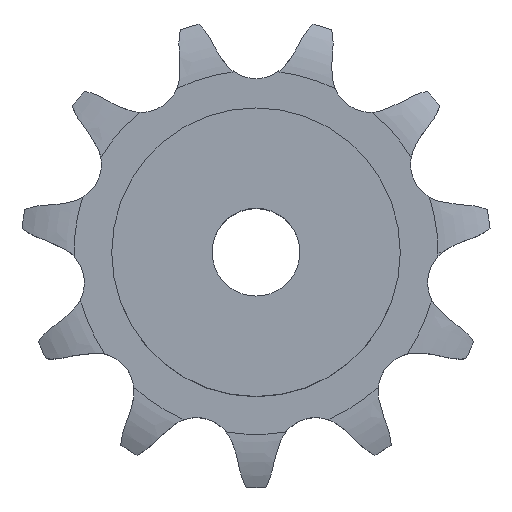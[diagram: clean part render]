
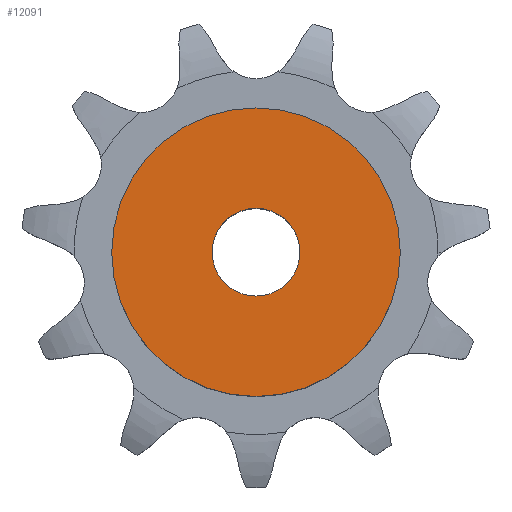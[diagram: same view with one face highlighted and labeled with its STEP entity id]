
A CAD part, top view. The second image highlights one B-rep face of the part: STEP entity #12091.
In plain terms, the highlighted planar face has unit normal (0, 0, 1).
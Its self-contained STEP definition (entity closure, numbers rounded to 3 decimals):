
#2019 = CYLINDRICAL_SURFACE('',#2020,23.);
#2020 = AXIS2_PLACEMENT_3D('',#2021,#2022,#2023);
#2021 = CARTESIAN_POINT('',(0.,0.,0.));
#2022 = DIRECTION('',(-0.,-0.,-1.));
#2023 = DIRECTION('',(1.,0.,0.));
#7930 = VERTEX_POINT('',#7931);
#7931 = CARTESIAN_POINT('',(23.,0.,35.));
#7952 = EDGE_CURVE('',#7930,#7930,#7953,.T.);
#7953 = SURFACE_CURVE('',#7954,(#7959,#7966),.PCURVE_S1.);
#7954 = CIRCLE('',#7955,23.);
#7955 = AXIS2_PLACEMENT_3D('',#7956,#7957,#7958);
#7956 = CARTESIAN_POINT('',(0.,0.,35.));
#7957 = DIRECTION('',(0.,0.,1.));
#7958 = DIRECTION('',(1.,0.,0.));
#7959 = PCURVE('',#2019,#7960);
#7960 = DEFINITIONAL_REPRESENTATION('',(#7961),#7965);
#7961 = LINE('',#7962,#7963);
#7962 = CARTESIAN_POINT('',(-0.,-35.));
#7963 = VECTOR('',#7964,1.);
#7964 = DIRECTION('',(-1.,0.));
#7965 = ( GEOMETRIC_REPRESENTATION_CONTEXT(2) 
PARAMETRIC_REPRESENTATION_CONTEXT() REPRESENTATION_CONTEXT('2D SPACE',''
  ) );
#7966 = PCURVE('',#7967,#7972);
#7967 = PLANE('',#7968);
#7968 = AXIS2_PLACEMENT_3D('',#7969,#7970,#7971);
#7969 = CARTESIAN_POINT('',(0.,0.,35.)
  );
#7970 = DIRECTION('',(0.,0.,1.));
#7971 = DIRECTION('',(1.,0.,0.));
#7972 = DEFINITIONAL_REPRESENTATION('',(#7973),#7977);
#7973 = CIRCLE('',#7974,23.);
#7974 = AXIS2_PLACEMENT_2D('',#7975,#7976);
#7975 = CARTESIAN_POINT('',(0.,0.));
#7976 = DIRECTION('',(1.,0.));
#7977 = ( GEOMETRIC_REPRESENTATION_CONTEXT(2) 
PARAMETRIC_REPRESENTATION_CONTEXT() REPRESENTATION_CONTEXT('2D SPACE',''
  ) );
#10390 = CYLINDRICAL_SURFACE('',#10391,7.);
#10391 = AXIS2_PLACEMENT_3D('',#10392,#10393,#10394);
#10392 = CARTESIAN_POINT('',(0.,0.,127.802));
#10393 = DIRECTION('',(0.,0.,1.));
#10394 = DIRECTION('',(1.,0.,0.));
#12091 = ADVANCED_FACE('',(#12092,#12095),#7967,.T.);
#12092 = FACE_BOUND('',#12093,.T.);
#12093 = EDGE_LOOP('',(#12094));
#12094 = ORIENTED_EDGE('',*,*,#7952,.T.);
#12095 = FACE_BOUND('',#12096,.T.);
#12096 = EDGE_LOOP('',(#12097));
#12097 = ORIENTED_EDGE('',*,*,#12098,.F.);
#12098 = EDGE_CURVE('',#12099,#12099,#12101,.T.);
#12099 = VERTEX_POINT('',#12100);
#12100 = CARTESIAN_POINT('',(7.,0.,35.));
#12101 = SURFACE_CURVE('',#12102,(#12107,#12114),.PCURVE_S1.);
#12102 = CIRCLE('',#12103,7.);
#12103 = AXIS2_PLACEMENT_3D('',#12104,#12105,#12106);
#12104 = CARTESIAN_POINT('',(0.,0.,35.));
#12105 = DIRECTION('',(0.,0.,1.));
#12106 = DIRECTION('',(1.,0.,0.));
#12107 = PCURVE('',#7967,#12108);
#12108 = DEFINITIONAL_REPRESENTATION('',(#12109),#12113);
#12109 = CIRCLE('',#12110,7.);
#12110 = AXIS2_PLACEMENT_2D('',#12111,#12112);
#12111 = CARTESIAN_POINT('',(0.,0.));
#12112 = DIRECTION('',(1.,0.));
#12113 = ( GEOMETRIC_REPRESENTATION_CONTEXT(2) 
PARAMETRIC_REPRESENTATION_CONTEXT() REPRESENTATION_CONTEXT('2D SPACE',''
  ) );
#12114 = PCURVE('',#10390,#12115);
#12115 = DEFINITIONAL_REPRESENTATION('',(#12116),#12120);
#12116 = LINE('',#12117,#12118);
#12117 = CARTESIAN_POINT('',(0.,-92.802));
#12118 = VECTOR('',#12119,1.);
#12119 = DIRECTION('',(1.,0.));
#12120 = ( GEOMETRIC_REPRESENTATION_CONTEXT(2) 
PARAMETRIC_REPRESENTATION_CONTEXT() REPRESENTATION_CONTEXT('2D SPACE',''
  ) );
